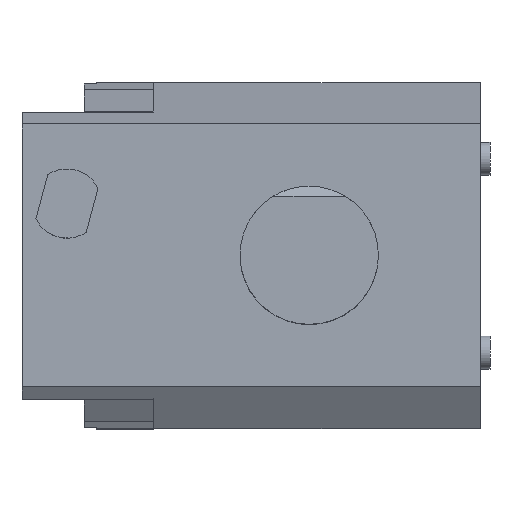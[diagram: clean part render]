
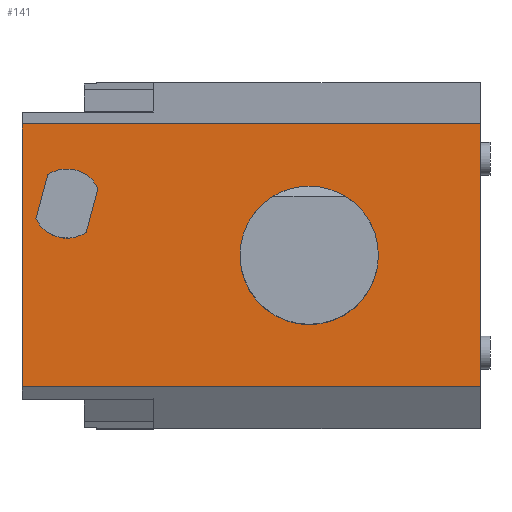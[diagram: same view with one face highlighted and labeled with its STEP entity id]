
A CAD part, top view. The second image highlights one B-rep face of the part: STEP entity #141.
In plain terms, the highlighted planar face has unit normal (0, 0, 1).
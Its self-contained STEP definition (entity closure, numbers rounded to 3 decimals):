
#61=FACE_BOUND('',#315,.T.);
#62=FACE_BOUND('',#316,.T.);
#63=FACE_BOUND('',#317,.T.);
#73=CIRCLE('',#1212,10.);
#74=CIRCLE('',#1215,10.);
#76=CIRCLE('',#1222,20.);
#141=ADVANCED_FACE('',(#61,#62,#63),#193,.F.);
#193=PLANE('',#1268);
#315=EDGE_LOOP('',(#611,#612,#613,#614));
#316=EDGE_LOOP('',(#615));
#317=EDGE_LOOP('',(#616,#617,#618,#619));
#611=ORIENTED_EDGE('',*,*,#805,.T.);
#612=ORIENTED_EDGE('',*,*,#812,.T.);
#613=ORIENTED_EDGE('',*,*,#810,.T.);
#614=ORIENTED_EDGE('',*,*,#808,.T.);
#615=ORIENTED_EDGE('',*,*,#819,.T.);
#616=ORIENTED_EDGE('',*,*,#840,.T.);
#617=ORIENTED_EDGE('',*,*,#887,.F.);
#618=ORIENTED_EDGE('',*,*,#845,.F.);
#619=ORIENTED_EDGE('',*,*,#888,.T.);
#689=VERTEX_POINT('',#1730);
#690=VERTEX_POINT('',#1731);
#691=VERTEX_POINT('',#1736);
#692=VERTEX_POINT('',#1740);
#697=VERTEX_POINT('',#1759);
#715=VERTEX_POINT('',#1804);
#716=VERTEX_POINT('',#1806);
#718=VERTEX_POINT('',#1812);
#719=VERTEX_POINT('',#1814);
#805=EDGE_CURVE('',#689,#690,#950,.T.);
#808=EDGE_CURVE('',#691,#689,#73,.T.);
#810=EDGE_CURVE('',#692,#691,#954,.T.);
#812=EDGE_CURVE('',#690,#692,#74,.T.);
#819=EDGE_CURVE('',#697,#697,#76,.T.);
#840=EDGE_CURVE('',#716,#715,#976,.T.);
#845=EDGE_CURVE('',#719,#718,#981,.T.);
#887=EDGE_CURVE('',#718,#715,#1019,.T.);
#888=EDGE_CURVE('',#719,#716,#1020,.T.);
#950=LINE('',#1729,#1082);
#954=LINE('',#1739,#1086);
#976=LINE('',#1805,#1108);
#981=LINE('',#1815,#1113);
#1019=LINE('',#1900,#1151);
#1020=LINE('',#1902,#1152);
#1082=VECTOR('',#1387,1.);
#1086=VECTOR('',#1397,1.);
#1108=VECTOR('',#1459,1.);
#1113=VECTOR('',#1466,1.);
#1151=VECTOR('',#1568,1.);
#1152=VECTOR('',#1571,1.);
#1212=AXIS2_PLACEMENT_3D('',#1735,#1392,#1393);
#1215=AXIS2_PLACEMENT_3D('',#1743,#1401,#1402);
#1222=AXIS2_PLACEMENT_3D('',#1758,#1419,#1420);
#1268=AXIS2_PLACEMENT_3D('',#1903,#1572,#1573);
#1387=DIRECTION('',(-0.259,-0.966,0.));
#1392=DIRECTION('',(0.,0.,-1.));
#1393=DIRECTION('',(1.,0.,0.));
#1397=DIRECTION('',(0.259,0.966,0.));
#1401=DIRECTION('',(0.,0.,-1.));
#1402=DIRECTION('',(1.,0.,0.));
#1419=DIRECTION('',(0.,0.,-1.));
#1420=DIRECTION('',(1.,0.,0.));
#1459=DIRECTION('',(0.,1.,0.));
#1466=DIRECTION('',(0.,1.,0.));
#1568=DIRECTION('',(1.,0.,0.));
#1571=DIRECTION('',(1.,0.,0.));
#1572=DIRECTION('',(0.,0.,-1.));
#1573=DIRECTION('',(0.,1.,0.));
#1729=CARTESIAN_POINT('',(-61.044,19.448,0.));
#1730=CARTESIAN_POINT('',(-61.044,19.448,0.));
#1731=CARTESIAN_POINT('',(-64.467,6.67,0.));
#1735=CARTESIAN_POINT('',(-70.,15.,0.));
#1736=CARTESIAN_POINT('',(-75.533,23.33,0.));
#1739=CARTESIAN_POINT('',(-78.956,10.552,0.));
#1740=CARTESIAN_POINT('',(-78.956,10.552,0.));
#1743=CARTESIAN_POINT('',(-70.,15.,0.));
#1758=CARTESIAN_POINT('',(0.,0.,0.));
#1759=CARTESIAN_POINT('',(20.,0.,0.));
#1804=CARTESIAN_POINT('',(49.5,38.,0.));
#1805=CARTESIAN_POINT('',(49.5,-38.,0.));
#1806=CARTESIAN_POINT('',(49.5,-38.,0.));
#1812=CARTESIAN_POINT('',(-83.,38.,0.));
#1814=CARTESIAN_POINT('',(-83.,-38.,0.));
#1815=CARTESIAN_POINT('',(-83.,-38.,0.));
#1900=CARTESIAN_POINT('',(-83.,38.,0.));
#1902=CARTESIAN_POINT('',(-83.,-38.,0.));
#1903=CARTESIAN_POINT('',(-83.,-38.,0.));
